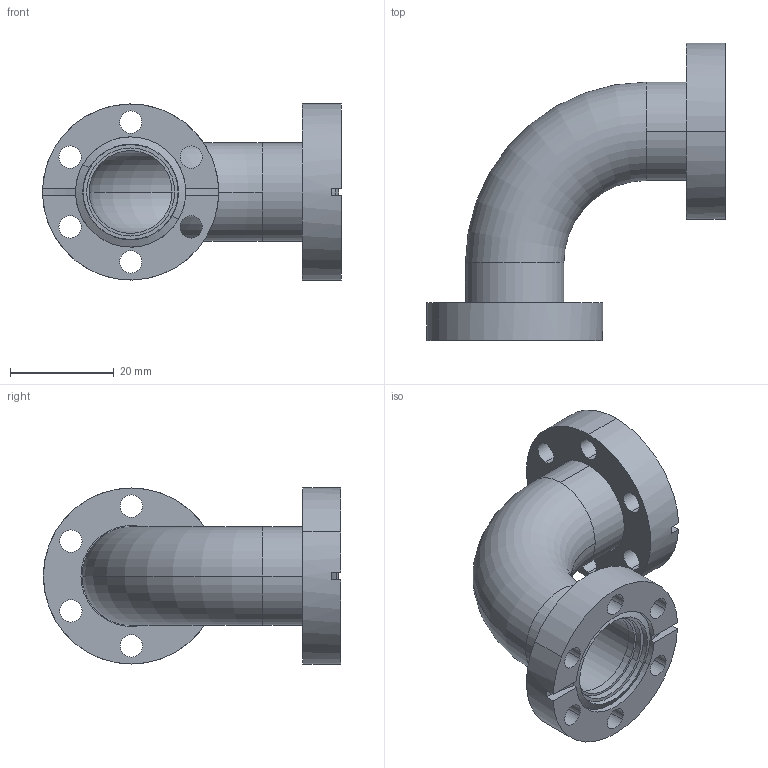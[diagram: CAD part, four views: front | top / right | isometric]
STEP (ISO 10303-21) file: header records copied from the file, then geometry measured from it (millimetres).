
FILE_DESCRIPTION (( 'STEP AP214' ), '1' );
FILE_NAME ('WT-CF16.STEP', '2024-09-14T08:09:46', ( '' ), ( '' ), 'SwSTEP 2.0', 'SolidWorks 2020', '' );
FILE_SCHEMA (( 'AUTOMOTIVE_DESIGN' ));
Length unit declared in the file: millimetre
Products named in the file (4): 錨璃CF16; 90僅俔奪-16 ; WT-CF16; CF16魂杶楊擘
Assembly tree (3 placements, depth 2):
  WT-CF16
    90僅俔奪-16 
    CF16魂杶楊擘
    錨璃CF16
Bounding box: 57.7 x 57.4 x 34 mm (x, y, z)
Volume: 13315.9 mm3; surface area: 13930.6 mm2
Topology: 4 solids, 4 shells, 96 faces, 240 edges, 156 vertices
Faces by surface type: cylinder 58, plane 26, cone 8, torus 4
Entity records: 3306 total; most frequent: DIRECTION 584, CARTESIAN_POINT 510, ORIENTED_EDGE 480, AXIS2_PLACEMENT_3D 246, EDGE_CURVE 240, VERTEX_POINT 156, CIRCLE 144, EDGE_LOOP 132
